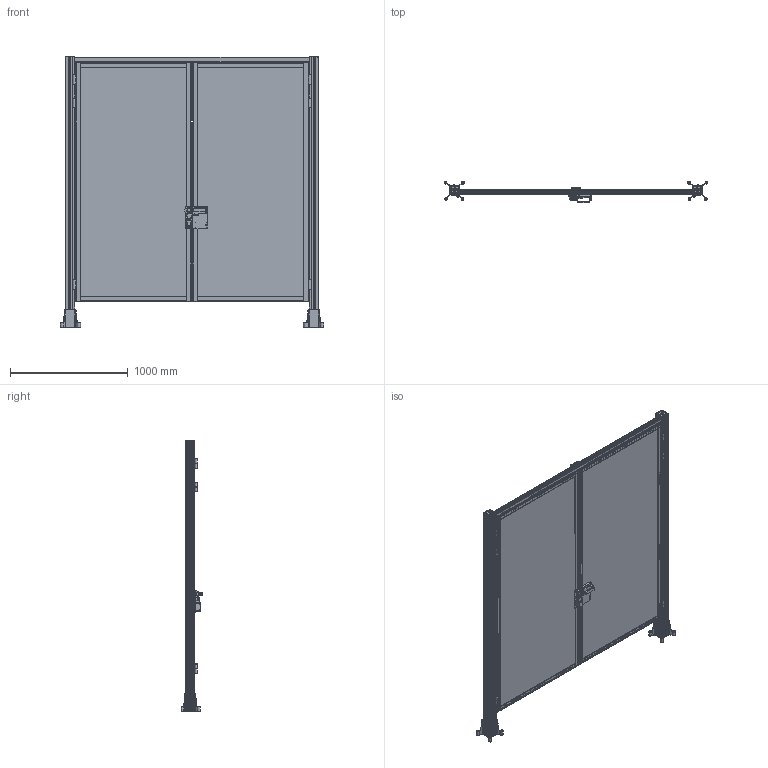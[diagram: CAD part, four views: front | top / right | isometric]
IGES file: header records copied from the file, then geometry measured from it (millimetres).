
Global section: file name: SZ8121N; native system: Autodesk Inventor 2015; preprocessor: unknown; author: Marina Kaa; date: 20151117.094613; units: millimetre
Bounding box: 2244.03 x 184.61 x 2304 mm (x, y, z)
Volume: 31496347.6 mm3; surface area: 22450841.4 mm2
Topology: 14 solids, 51 shells, 6760 faces, 20292 edges, 13344 vertices
Faces by surface type: bspline 6760
